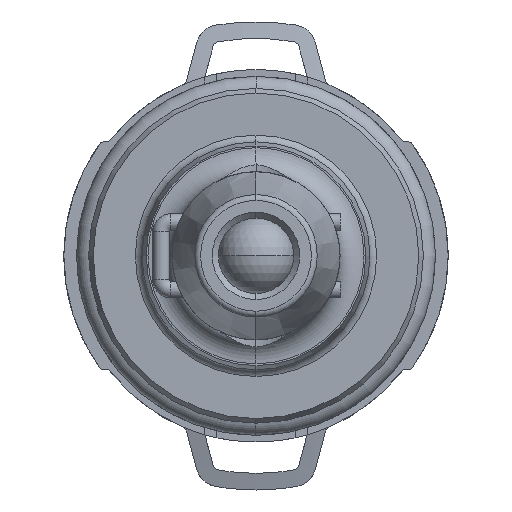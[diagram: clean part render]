
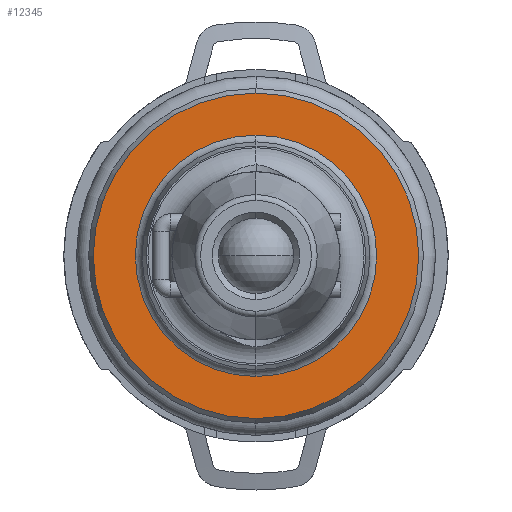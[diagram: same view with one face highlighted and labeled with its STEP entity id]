
A CAD part, left-side view. The second image highlights one B-rep face of the part: STEP entity #12345.
In plain terms, the highlighted planar face has unit normal (-1, 0, 0).
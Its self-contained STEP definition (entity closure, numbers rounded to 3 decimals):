
#79 = EDGE_CURVE ( 'NONE', #1198, #10281, #10561, .T. ) ;
#82 = AXIS2_PLACEMENT_3D ( 'NONE', #415, #420, #486 ) ;
#86 = AXIS2_PLACEMENT_3D ( 'NONE', #11605, #11585, #11615 ) ;
#108 = AXIS2_PLACEMENT_3D ( 'NONE', #13584, #13563, #13525 ) ;
#158 = EDGE_CURVE ( 'NONE', #10281, #1198, #10426, .T. ) ;
#247 = EDGE_CURVE ( 'NONE', #1038, #708, #6389, .T. ) ;
#415 = CARTESIAN_POINT ( 'NONE',  ( -30.57, 0., 0. ) ) ;
#420 = DIRECTION ( 'NONE',  ( 1., 0., 0. ) ) ;
#486 = DIRECTION ( 'NONE',  ( 0., 0., 1. ) ) ;
#580 = EDGE_LOOP ( 'NONE', ( #1654, #1708 ) ) ;
#582 = EDGE_LOOP ( 'NONE', ( #1643, #1696 ) ) ;
#708 = VERTEX_POINT ( 'NONE', #1938 ) ;
#1038 = VERTEX_POINT ( 'NONE', #1771 ) ;
#1198 = VERTEX_POINT ( 'NONE', #1744 ) ;
#1643 = ORIENTED_EDGE ( 'NONE', *, *, #247, .F. ) ;
#1654 = ORIENTED_EDGE ( 'NONE', *, *, #158, .T. ) ;
#1696 = ORIENTED_EDGE ( 'NONE', *, *, #10818, .F. ) ;
#1708 = ORIENTED_EDGE ( 'NONE', *, *, #79, .T. ) ;
#1744 = CARTESIAN_POINT ( 'NONE',  ( -30.57, 0., 10.05 ) ) ;
#1771 = CARTESIAN_POINT ( 'NONE',  ( -30.57, 0., -13.55 ) ) ;
#1938 = CARTESIAN_POINT ( 'NONE',  ( -30.57, 0., 13.55 ) ) ;
#1990 = AXIS2_PLACEMENT_3D ( 'NONE', #7059, #7746, #7290 ) ;
#2451 = AXIS2_PLACEMENT_3D ( 'NONE', #11297, #11296, #11295 ) ;
#6339 = CIRCLE ( 'NONE', #2451, 13.55 ) ;
#6389 = CIRCLE ( 'NONE', #108, 13.55 ) ;
#6657 = FACE_OUTER_BOUND ( 'NONE', #582, .T. ) ;
#6670 = FACE_BOUND ( 'NONE', #580, .T. ) ;
#7059 = CARTESIAN_POINT ( 'NONE',  ( -30.57, 0., 0. ) ) ;
#7290 = DIRECTION ( 'NONE',  ( 0., 0., 1. ) ) ;
#7718 = PLANE ( 'NONE',  #1990 ) ;
#7746 = DIRECTION ( 'NONE',  ( 1., 0., 0. ) ) ;
#10106 = CARTESIAN_POINT ( 'NONE',  ( -30.57, 0., -10.05 ) ) ;
#10281 = VERTEX_POINT ( 'NONE', #10106 ) ;
#10426 = CIRCLE ( 'NONE', #86, 10.05 ) ;
#10561 = CIRCLE ( 'NONE', #82, 10.05 ) ;
#10818 = EDGE_CURVE ( 'NONE', #708, #1038, #6339, .T. ) ;
#11295 = DIRECTION ( 'NONE',  ( 0., 0., 1. ) ) ;
#11296 = DIRECTION ( 'NONE',  ( 1., 0., 0. ) ) ;
#11297 = CARTESIAN_POINT ( 'NONE',  ( -30.57, 0., 0. ) ) ;
#11585 = DIRECTION ( 'NONE',  ( 1., 0., 0. ) ) ;
#11605 = CARTESIAN_POINT ( 'NONE',  ( -30.57, 0., 0. ) ) ;
#11615 = DIRECTION ( 'NONE',  ( 0., 0., 1. ) ) ;
#12345 = ADVANCED_FACE ( 'NONE', ( #6657, #6670 ), #7718, .F. ) ;
#13525 = DIRECTION ( 'NONE',  ( 0., 0., 1. ) ) ;
#13563 = DIRECTION ( 'NONE',  ( 1., 0., 0. ) ) ;
#13584 = CARTESIAN_POINT ( 'NONE',  ( -30.57, 0., 0. ) ) ;
